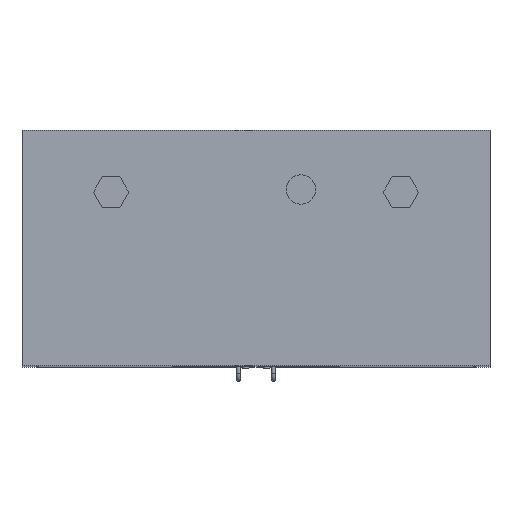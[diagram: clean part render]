
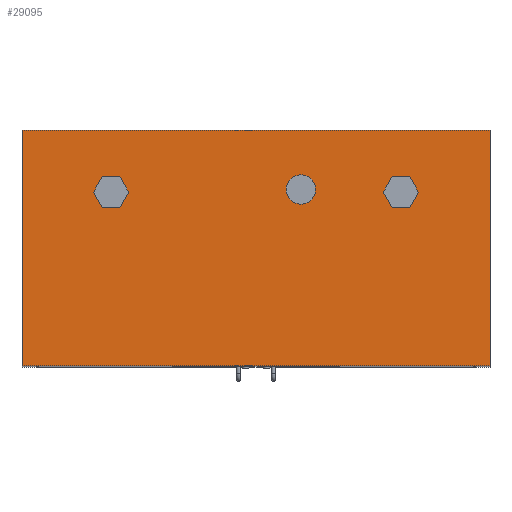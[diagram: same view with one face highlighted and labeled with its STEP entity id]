
A CAD part, top view. The second image highlights one B-rep face of the part: STEP entity #29095.
In plain terms, the highlighted planar face has unit normal (0, 0, 1).
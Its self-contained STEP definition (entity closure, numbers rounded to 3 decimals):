
#837=FACE_BOUND('',#9609,.T.);
#838=FACE_BOUND('',#9610,.T.);
#839=FACE_BOUND('',#9611,.T.);
#1378=LINE('',#39307,#4707);
#1382=LINE('',#39315,#4711);
#1385=LINE('',#39321,#4714);
#1388=LINE('',#39327,#4717);
#1391=LINE('',#39333,#4720);
#1394=LINE('',#39338,#4723);
#1396=LINE('',#39344,#4725);
#1400=LINE('',#39352,#4729);
#1403=LINE('',#39358,#4732);
#1406=LINE('',#39364,#4735);
#1409=LINE('',#39370,#4738);
#1412=LINE('',#39375,#4741);
#1505=LINE('',#39564,#4834);
#1507=LINE('',#39568,#4836);
#1509=LINE('',#39572,#4838);
#1511=LINE('',#39575,#4840);
#4707=VECTOR('',#32839,10.);
#4711=VECTOR('',#32845,10.);
#4714=VECTOR('',#32850,10.);
#4717=VECTOR('',#32855,10.);
#4720=VECTOR('',#32860,10.);
#4723=VECTOR('',#32865,10.);
#4725=VECTOR('',#32871,10.);
#4729=VECTOR('',#32877,10.);
#4732=VECTOR('',#32882,10.);
#4735=VECTOR('',#32887,10.);
#4738=VECTOR('',#32892,10.);
#4741=VECTOR('',#32897,10.);
#4834=VECTOR('',#33062,10.);
#4836=VECTOR('',#33066,10.);
#4838=VECTOR('',#33070,10.);
#4840=VECTOR('',#33074,10.);
#7964=FACE_OUTER_BOUND('',#9608,.T.);
#9608=EDGE_LOOP('',(#19003,#19004,#19005,#19006));
#9609=EDGE_LOOP('',(#19007,#19008,#19009,#19010,#19011,#19012));
#9610=EDGE_LOOP('',(#19013,#19014,#19015,#19016,#19017,#19018));
#9611=EDGE_LOOP('',(#19019));
#11206=CIRCLE('',#30808,37.5);
#11607=VERTEX_POINT('',#39305);
#11608=VERTEX_POINT('',#39306);
#11611=VERTEX_POINT('',#39314);
#11613=VERTEX_POINT('',#39320);
#11615=VERTEX_POINT('',#39326);
#11617=VERTEX_POINT('',#39332);
#11619=VERTEX_POINT('',#39342);
#11620=VERTEX_POINT('',#39343);
#11623=VERTEX_POINT('',#39351);
#11625=VERTEX_POINT('',#39357);
#11627=VERTEX_POINT('',#39363);
#11629=VERTEX_POINT('',#39369);
#11654=VERTEX_POINT('',#39442);
#11689=VERTEX_POINT('',#39561);
#11690=VERTEX_POINT('',#39563);
#11691=VERTEX_POINT('',#39567);
#11692=VERTEX_POINT('',#39571);
#14373=EDGE_CURVE('',#11607,#11608,#1378,.T.);
#14377=EDGE_CURVE('',#11611,#11607,#1382,.T.);
#14380=EDGE_CURVE('',#11613,#11611,#1385,.T.);
#14383=EDGE_CURVE('',#11615,#11613,#1388,.T.);
#14386=EDGE_CURVE('',#11617,#11615,#1391,.T.);
#14389=EDGE_CURVE('',#11608,#11617,#1394,.T.);
#14391=EDGE_CURVE('',#11619,#11620,#1396,.T.);
#14395=EDGE_CURVE('',#11623,#11619,#1400,.T.);
#14398=EDGE_CURVE('',#11625,#11623,#1403,.T.);
#14401=EDGE_CURVE('',#11627,#11625,#1406,.T.);
#14404=EDGE_CURVE('',#11629,#11627,#1409,.T.);
#14407=EDGE_CURVE('',#11620,#11629,#1412,.T.);
#14440=EDGE_CURVE('',#11654,#11654,#11206,.T.);
#14502=EDGE_CURVE('',#11690,#11689,#1505,.T.);
#14504=EDGE_CURVE('',#11691,#11690,#1507,.T.);
#14506=EDGE_CURVE('',#11692,#11691,#1509,.T.);
#14508=EDGE_CURVE('',#11689,#11692,#1511,.T.);
#19003=ORIENTED_EDGE('',*,*,#14508,.T.);
#19004=ORIENTED_EDGE('',*,*,#14506,.T.);
#19005=ORIENTED_EDGE('',*,*,#14504,.T.);
#19006=ORIENTED_EDGE('',*,*,#14502,.T.);
#19007=ORIENTED_EDGE('',*,*,#14373,.T.);
#19008=ORIENTED_EDGE('',*,*,#14389,.T.);
#19009=ORIENTED_EDGE('',*,*,#14386,.T.);
#19010=ORIENTED_EDGE('',*,*,#14383,.T.);
#19011=ORIENTED_EDGE('',*,*,#14380,.T.);
#19012=ORIENTED_EDGE('',*,*,#14377,.T.);
#19013=ORIENTED_EDGE('',*,*,#14391,.T.);
#19014=ORIENTED_EDGE('',*,*,#14407,.T.);
#19015=ORIENTED_EDGE('',*,*,#14404,.T.);
#19016=ORIENTED_EDGE('',*,*,#14401,.T.);
#19017=ORIENTED_EDGE('',*,*,#14398,.T.);
#19018=ORIENTED_EDGE('',*,*,#14395,.T.);
#19019=ORIENTED_EDGE('',*,*,#14440,.T.);
#26233=PLANE('',#30835);
#29095=ADVANCED_FACE('',(#7964,#837,#838,#839),#26233,.T.);
#30808=AXIS2_PLACEMENT_3D('',#39443,#32953,#32954);
#30835=AXIS2_PLACEMENT_3D('',#39576,#33075,#33076);
#32839=DIRECTION('',(0.5,-0.866,0.));
#32845=DIRECTION('',(1.,0.,0.));
#32850=DIRECTION('',(0.5,0.866,0.));
#32855=DIRECTION('',(-0.5,0.866,0.));
#32860=DIRECTION('',(-1.,0.,0.));
#32865=DIRECTION('',(-0.5,-0.866,0.));
#32871=DIRECTION('',(1.,0.,0.));
#32877=DIRECTION('',(0.5,0.866,0.));
#32882=DIRECTION('',(-0.5,0.866,0.));
#32887=DIRECTION('',(-1.,0.,0.));
#32892=DIRECTION('',(-0.5,-0.866,0.));
#32897=DIRECTION('',(0.5,-0.866,0.));
#32953=DIRECTION('center_axis',(0.,0.,-1.));
#32954=DIRECTION('ref_axis',(-1.,0.,0.));
#33062=DIRECTION('',(0.,-1.,0.));
#33066=DIRECTION('',(-1.,0.,0.));
#33070=DIRECTION('',(0.,1.,0.));
#33074=DIRECTION('',(1.,0.,0.));
#33075=DIRECTION('center_axis',(0.,0.,1.));
#33076=DIRECTION('ref_axis',(1.,0.,0.));
#39305=CARTESIAN_POINT('',(-348.5,182.24,982.815));
#39306=CARTESIAN_POINT('',(-326.,143.269,982.815));
#39307=CARTESIAN_POINT('',(-265.481,38.448,982.815));
#39314=CARTESIAN_POINT('',(-393.5,182.24,982.815));
#39315=CARTESIAN_POINT('',(-196.75,182.24,982.815));
#39320=CARTESIAN_POINT('',(-416.,143.269,982.815));
#39321=CARTESIAN_POINT('',(-395.019,179.61,982.815));
#39326=CARTESIAN_POINT('',(-393.5,104.298,982.815));
#39327=CARTESIAN_POINT('',(-321.731,-20.009,982.815));
#39332=CARTESIAN_POINT('',(-348.5,104.298,982.815));
#39333=CARTESIAN_POINT('',(-174.25,104.298,982.815));
#39338=CARTESIAN_POINT('',(-316.269,160.124,982.815));
#39342=CARTESIAN_POINT('',(348.5,182.24,982.815));
#39343=CARTESIAN_POINT('',(393.5,182.24,982.815));
#39344=CARTESIAN_POINT('',(174.25,182.24,982.815));
#39351=CARTESIAN_POINT('',(326.,143.269,982.815));
#39352=CARTESIAN_POINT('',(254.231,18.962,982.815));
#39357=CARTESIAN_POINT('',(348.5,104.298,982.815));
#39358=CARTESIAN_POINT('',(327.519,140.639,982.815));
#39363=CARTESIAN_POINT('',(393.5,104.298,982.815));
#39364=CARTESIAN_POINT('',(196.75,104.298,982.815));
#39369=CARTESIAN_POINT('',(416.,143.269,982.815));
#39370=CARTESIAN_POINT('',(332.981,-0.524,982.815));
#39375=CARTESIAN_POINT('',(383.769,199.095,982.815));
#39442=CARTESIAN_POINT('',(152.5,149.74,982.815));
#39443=CARTESIAN_POINT('Origin',(115.,149.74,982.815));
#39561=CARTESIAN_POINT('',(-598.88,-301.5,982.815));
#39563=CARTESIAN_POINT('',(-598.88,301.5,982.815));
#39564=CARTESIAN_POINT('',(-598.88,301.5,982.815));
#39567=CARTESIAN_POINT('',(598.88,301.5,982.815));
#39568=CARTESIAN_POINT('',(598.88,301.5,982.815));
#39571=CARTESIAN_POINT('',(598.88,-301.5,982.815));
#39572=CARTESIAN_POINT('',(598.88,-301.5,982.815));
#39575=CARTESIAN_POINT('',(-598.88,-301.5,982.815));
#39576=CARTESIAN_POINT('Origin',(0.,0.,982.815));
